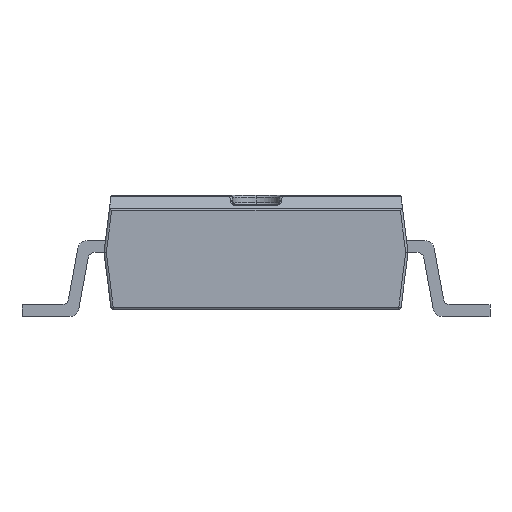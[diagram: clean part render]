
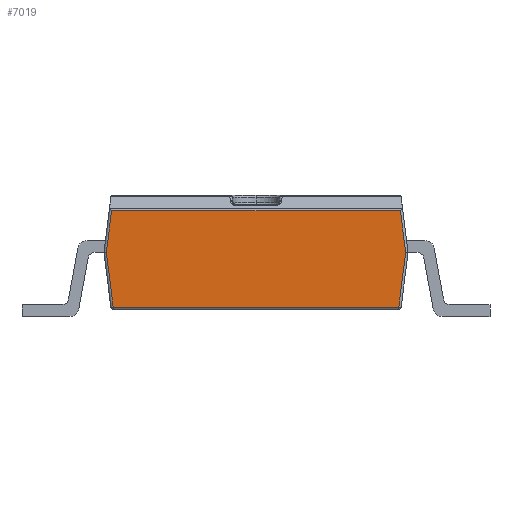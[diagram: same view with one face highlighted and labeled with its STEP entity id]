
A CAD part, left-side view. The second image highlights one B-rep face of the part: STEP entity #7019.
In plain terms, the highlighted planar face has unit normal (-1, 0, 0).
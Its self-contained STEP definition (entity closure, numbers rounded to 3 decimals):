
#202 = VECTOR ( 'NONE', #16802, 1000. ) ;
#267 = VECTOR ( 'NONE', #3671, 1000. ) ;
#934 = CARTESIAN_POINT ( 'NONE',  ( -4.15, 3.04, 2.079 ) ) ;
#1165 = DIRECTION ( 'NONE',  ( 0., 1., 0. ) ) ;
#1269 = EDGE_CURVE ( 'NONE', #9779, #18223, #16391, .T. ) ;
#1547 = VECTOR ( 'NONE', #19259, 1000. ) ;
#1567 = CARTESIAN_POINT ( 'NONE',  ( -4.15, 3.15, 1.2 ) ) ;
#1771 = ORIENTED_EDGE ( 'NONE', *, *, #16129, .T. ) ;
#2043 = ORIENTED_EDGE ( 'NONE', *, *, #15361, .T. ) ;
#2154 = CARTESIAN_POINT ( 'NONE',  ( -4.15, -3.15, 1.206 ) ) ;
#2359 = ORIENTED_EDGE ( 'NONE', *, *, #15252, .T. ) ;
#2395 = CARTESIAN_POINT ( 'NONE',  ( -4.15, 3.006, 0.05 ) ) ;
#2870 = LINE ( 'NONE', #10956, #202 ) ;
#3415 = LINE ( 'NONE', #17139, #12542 ) ;
#3568 = VECTOR ( 'NONE', #8609, 1000. ) ;
#3671 = DIRECTION ( 'NONE',  ( 0., -1., 0. ) ) ;
#4969 = DIRECTION ( 'NONE',  ( 0., 1., 0. ) ) ;
#5301 = VECTOR ( 'NONE', #7517, 1000. ) ;
#5427 = DIRECTION ( 'NONE',  ( 1., 0., 0. ) ) ;
#5951 = CARTESIAN_POINT ( 'NONE',  ( -4.15, -3.15, 1.2 ) ) ;
#5993 = FACE_OUTER_BOUND ( 'NONE', #7231, .T. ) ;
#6381 = LINE ( 'NONE', #19454, #267 ) ;
#7019 = ADVANCED_FACE ( 'NONE', ( #5993 ), #19536, .F. ) ;
#7231 = EDGE_LOOP ( 'NONE', ( #1771, #2359, #10709, #12307, #2043, #15823 ) ) ;
#7517 = DIRECTION ( 'NONE',  ( 0., -0.124, -0.992 ) ) ;
#8081 = LINE ( 'NONE', #2154, #1547 ) ;
#8609 = DIRECTION ( 'NONE',  ( 0., 0.124, 0.992 ) ) ;
#8621 = VERTEX_POINT ( 'NONE', #934 ) ;
#9779 = VERTEX_POINT ( 'NONE', #5951 ) ;
#10709 = ORIENTED_EDGE ( 'NONE', *, *, #19750, .T. ) ;
#10956 = CARTESIAN_POINT ( 'NONE',  ( -4.15, 3.003, 2.375 ) ) ;
#11429 = VERTEX_POINT ( 'NONE', #1567 ) ;
#11653 = EDGE_CURVE ( 'NONE', #12242, #14174, #6381, .T. ) ;
#12242 = VERTEX_POINT ( 'NONE', #2395 ) ;
#12286 = LINE ( 'NONE', #19739, #5301 ) ;
#12307 = ORIENTED_EDGE ( 'NONE', *, *, #11653, .T. ) ;
#12542 = VECTOR ( 'NONE', #4969, 1000. ) ;
#14174 = VERTEX_POINT ( 'NONE', #15974 ) ;
#15252 = EDGE_CURVE ( 'NONE', #8621, #11429, #2870, .T. ) ;
#15361 = EDGE_CURVE ( 'NONE', #14174, #9779, #8081, .T. ) ;
#15823 = ORIENTED_EDGE ( 'NONE', *, *, #1269, .T. ) ;
#15974 = CARTESIAN_POINT ( 'NONE',  ( -4.15, -3.006, 0.05 ) ) ;
#16129 = EDGE_CURVE ( 'NONE', #18223, #8621, #3415, .T. ) ;
#16190 = CARTESIAN_POINT ( 'NONE',  ( -4.15, -3.038, 2.094 ) ) ;
#16391 = LINE ( 'NONE', #16190, #3568 ) ;
#16629 = CARTESIAN_POINT ( 'NONE',  ( -4.15, -3.04, 2.079 ) ) ;
#16802 = DIRECTION ( 'NONE',  ( 0., 0.124, -0.992 ) ) ;
#17139 = CARTESIAN_POINT ( 'NONE',  ( -4.15, 3.2, 2.079 ) ) ;
#17790 = CARTESIAN_POINT ( 'NONE',  ( -4.15, 3.2, 2.4 ) ) ;
#18223 = VERTEX_POINT ( 'NONE', #16629 ) ;
#19259 = DIRECTION ( 'NONE',  ( 0., -0.124, 0.992 ) ) ;
#19387 = AXIS2_PLACEMENT_3D ( 'NONE', #17790, #5427, #1165 ) ;
#19454 = CARTESIAN_POINT ( 'NONE',  ( -4.15, 3.2, 0.05 ) ) ;
#19536 = PLANE ( 'NONE',  #19387 ) ;
#19739 = CARTESIAN_POINT ( 'NONE',  ( -4.15, 3.298, 2.388 ) ) ;
#19750 = EDGE_CURVE ( 'NONE', #11429, #12242, #12286, .T. ) ;
